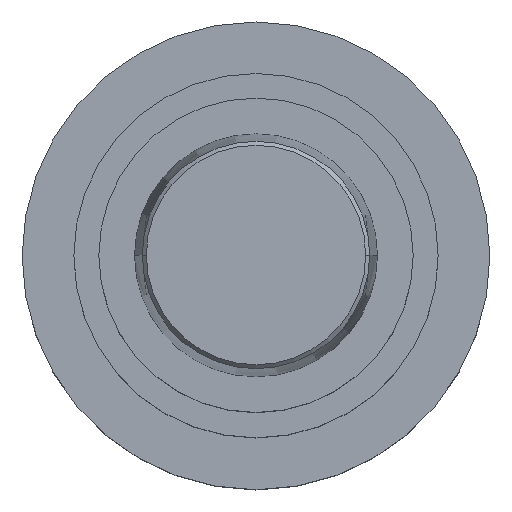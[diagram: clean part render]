
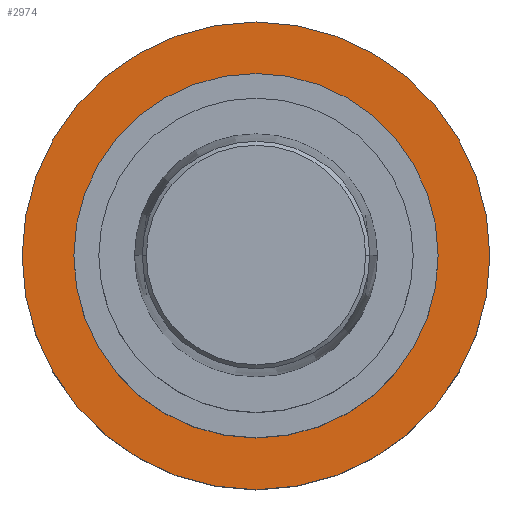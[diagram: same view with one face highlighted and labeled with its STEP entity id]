
A CAD part, top view. The second image highlights one B-rep face of the part: STEP entity #2974.
In plain terms, the highlighted planar face has unit normal (0, 0, 1).
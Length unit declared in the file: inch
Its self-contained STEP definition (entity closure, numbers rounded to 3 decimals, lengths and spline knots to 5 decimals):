
#40 = CARTESIAN_POINT ( 'NONE',  ( 0., 0., -2.55265 ) ) ;
#78 = DIRECTION ( 'NONE',  ( 0., 0., -1. ) ) ;
#120 = DIRECTION ( 'NONE',  ( 0., 0., 1. ) ) ;
#136 = ORIENTED_EDGE ( 'NONE', *, *, #3282, .F. ) ;
#160 = ORIENTED_EDGE ( 'NONE', *, *, #5049, .F. ) ;
#312 = EDGE_LOOP ( 'NONE', ( #136, #160 ) ) ;
#421 = CARTESIAN_POINT ( 'NONE',  ( 0., 0., -2.55265 ) ) ;
#507 = DIRECTION ( 'NONE',  ( 1., 0., 0. ) ) ;
#614 = ORIENTED_EDGE ( 'NONE', *, *, #4508, .T. ) ;
#893 = DIRECTION ( 'NONE',  ( 1., 0., 0. ) ) ;
#982 = AXIS2_PLACEMENT_3D ( 'NONE', #2982, #120, #3474 ) ;
#1093 = EDGE_CURVE ( 'NONE', #4597, #3481, #3141, .T. ) ;
#1133 = CARTESIAN_POINT ( 'NONE',  ( 1.8435, 0., -2.55265 ) ) ;
#1234 = CARTESIAN_POINT ( 'NONE',  ( -1.8435, 0., -2.55265 ) ) ;
#1481 = DIRECTION ( 'NONE',  ( 0., 0., 1. ) ) ;
#1541 = CIRCLE ( 'NONE', #2565, 1.436 ) ;
#2190 = VERTEX_POINT ( 'NONE', #6074 ) ;
#2212 = AXIS2_PLACEMENT_3D ( 'NONE', #4391, #1481, #4883 ) ;
#2343 = AXIS2_PLACEMENT_3D ( 'NONE', #421, #3762, #893 ) ;
#2565 = AXIS2_PLACEMENT_3D ( 'NONE', #40, #3384, #507 ) ;
#2591 = AXIS2_PLACEMENT_3D ( 'NONE', #2953, #78, #3436 ) ;
#2696 = CIRCLE ( 'NONE', #982, 1.8435 ) ;
#2953 = CARTESIAN_POINT ( 'NONE',  ( 0., 1.436, -2.55265 ) ) ;
#2974 = ADVANCED_FACE ( 'NONE', ( #5191, #3897 ), #4360, .F. ) ;
#2982 = CARTESIAN_POINT ( 'NONE',  ( 0., 0., -2.55265 ) ) ;
#3093 = CARTESIAN_POINT ( 'NONE',  ( 1.436, 0., -2.55265 ) ) ;
#3141 = CIRCLE ( 'NONE', #2343, 1.8435 ) ;
#3282 = EDGE_CURVE ( 'NONE', #4607, #2190, #1541, .T. ) ;
#3357 = EDGE_LOOP ( 'NONE', ( #3877, #614 ) ) ;
#3384 = DIRECTION ( 'NONE',  ( 0., 0., 1. ) ) ;
#3436 = DIRECTION ( 'NONE',  ( -1., 0., 0. ) ) ;
#3474 = DIRECTION ( 'NONE',  ( 1., 0., 0. ) ) ;
#3481 = VERTEX_POINT ( 'NONE', #1234 ) ;
#3762 = DIRECTION ( 'NONE',  ( 0., 0., 1. ) ) ;
#3877 = ORIENTED_EDGE ( 'NONE', *, *, #1093, .T. ) ;
#3897 = FACE_OUTER_BOUND ( 'NONE', #3357, .T. ) ;
#4360 = PLANE ( 'NONE',  #2591 ) ;
#4391 = CARTESIAN_POINT ( 'NONE',  ( 0., 0., -2.55265 ) ) ;
#4508 = EDGE_CURVE ( 'NONE', #3481, #4597, #2696, .T. ) ;
#4597 = VERTEX_POINT ( 'NONE', #1133 ) ;
#4607 = VERTEX_POINT ( 'NONE', #3093 ) ;
#4669 = CIRCLE ( 'NONE', #2212, 1.436 ) ;
#4883 = DIRECTION ( 'NONE',  ( 1., 0., 0. ) ) ;
#5049 = EDGE_CURVE ( 'NONE', #2190, #4607, #4669, .T. ) ;
#5191 = FACE_BOUND ( 'NONE', #312, .T. ) ;
#6074 = CARTESIAN_POINT ( 'NONE',  ( -1.436, 0., -2.55265 ) ) ;
